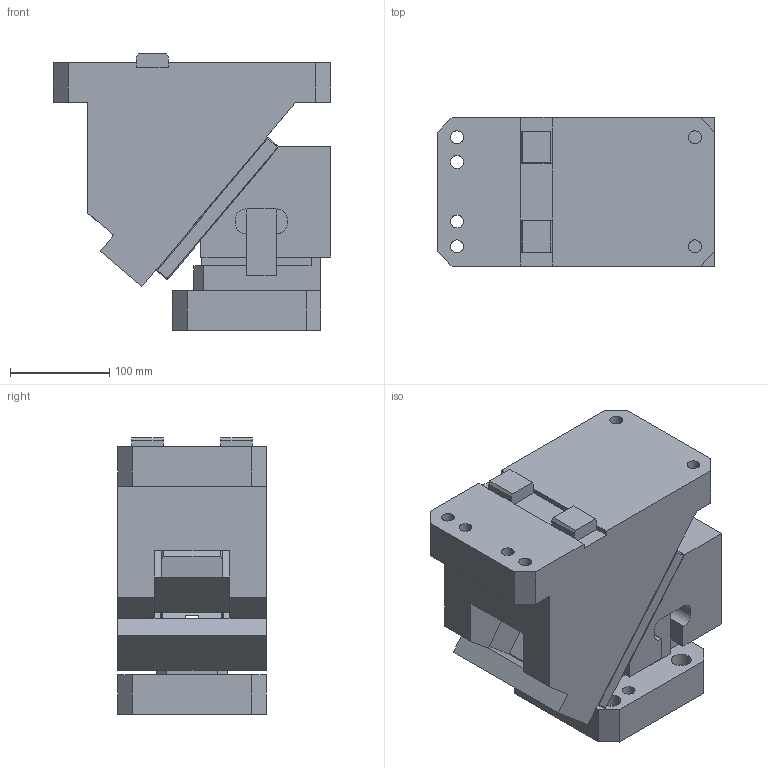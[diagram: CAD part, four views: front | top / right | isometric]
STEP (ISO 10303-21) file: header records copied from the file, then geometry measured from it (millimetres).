
FILE_DESCRIPTION(('CATIA V5 STEP Exchange'),'2;1');
FILE_NAME('CACC_150_00.stp','2015-04-21T14:33:21+00:00',('none'),('none'),'CATIA Version 5 Release 19 SP 2 (IN-10)','CATIA V5 STEP AP203','none');
FILE_SCHEMA(('CONFIG_CONTROL_DESIGN'));
Length unit declared in the file: millimetre
Products named in the file (1): CACC_150_00
Bounding box: 280 x 150 x 279 mm (x, y, z)
Volume: 7141340.5 mm3; surface area: 534847 mm2
Topology: 3 solids, 5 shells, 327 faces, 924 edges, 614 vertices
Faces by surface type: plane 249, cylinder 76, cone 2
Entity records: 11513 total; most frequent: CARTESIAN_POINT 3439, ORIENTED_EDGE 1844, DIRECTION 1332, EDGE_CURVE 922, VECTOR 762, LINE 762, VERTEX_POINT 614, EDGE_LOOP 362
